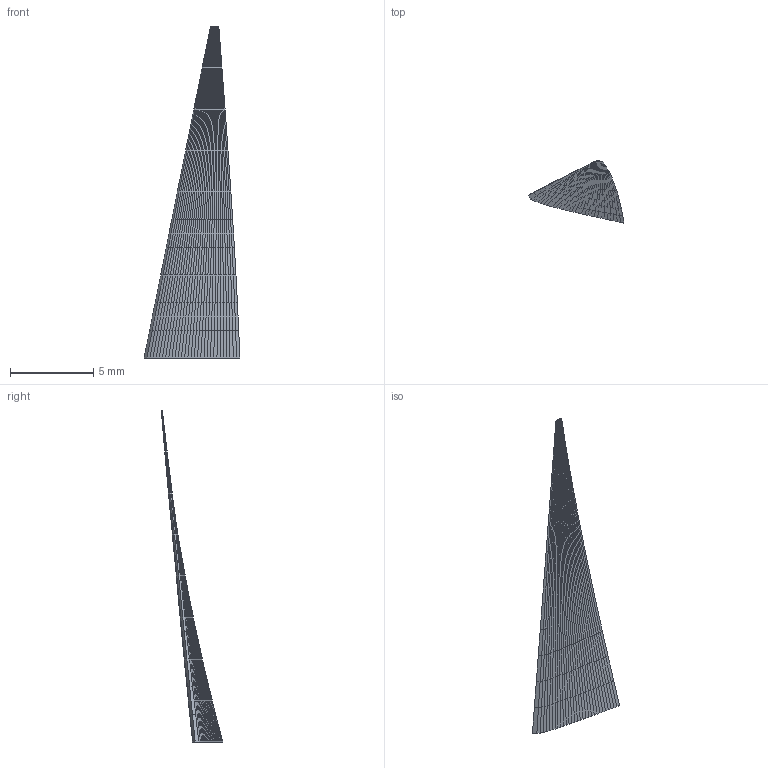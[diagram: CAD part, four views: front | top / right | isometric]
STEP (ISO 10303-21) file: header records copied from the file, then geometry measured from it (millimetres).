
FILE_DESCRIPTION(('Open CASCADE Model'),'2;1');
FILE_NAME('Open CASCADE Shape Model','2025-10-27T19:19:51',('Author'),( 'Open CASCADE'),'Open CASCADE STEP processor 7.8','Open CASCADE 7.8' ,'Unknown');
FILE_SCHEMA(('AUTOMOTIVE_DESIGN { 1 0 10303 214 1 1 1 1 }'));
Length unit declared in the file: millimetre
Products named in the file (1): Open CASCADE STEP translator 7.8 1
Bounding box: 5.76 x 3.71 x 20 mm (x, y, z)
Volume: 21.4 mm3; surface area: 137.1 mm2
Topology: 1 solids, 1 shells, 722 faces, 1500 edges, 780 vertices
Faces by surface type: bspline 720, plane 2
Entity records: 35914 total; most frequent: CARTESIAN_POINT 9603, DIRECTION 3066, LINE 3060, VECTOR 3060, ORIENTED_EDGE 3000, PCURVE 3000, DEFINITIONAL_REPRESENTATION 3000, EDGE_CURVE 1500
